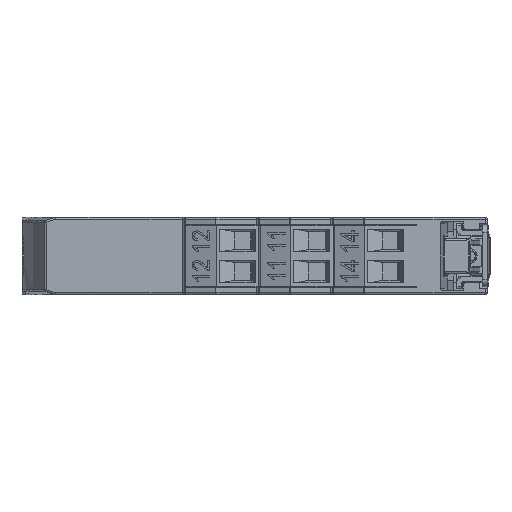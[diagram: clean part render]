
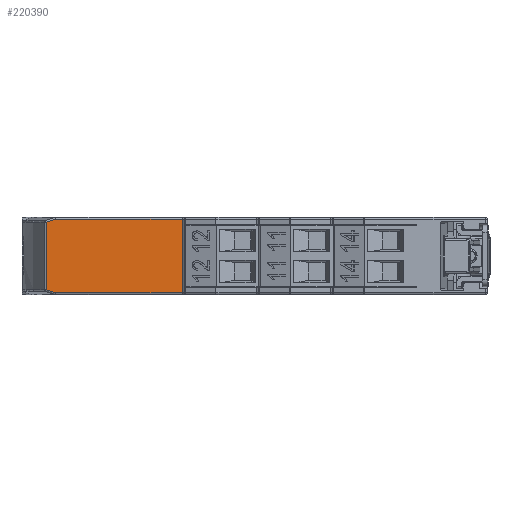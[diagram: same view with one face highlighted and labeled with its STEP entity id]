
A CAD part, left-side view. The second image highlights one B-rep face of the part: STEP entity #220390.
In plain terms, the highlighted planar face has unit normal (-1, 0, 0).
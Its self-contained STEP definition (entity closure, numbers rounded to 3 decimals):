
#21950=CARTESIAN_POINT('',(-32.4,-15.7,-5.95));
#21960=VERTEX_POINT('',#21950);
#21990=CARTESIAN_POINT('',(-32.4,-15.7,5.95));
#22000=DIRECTION('',(0.,0.,-1.));
#22010=VECTOR('',#22000,1.);
#22020=LINE('',#21990,#22010);
#22030=CARTESIAN_POINT('',(-32.4,-15.7,5.95));
#22040=VERTEX_POINT('',#22030);
#22050=EDGE_CURVE('',#22040,#21960,#22020,.T.);
#216650=CARTESIAN_POINT('',(-32.4,4.824,-5.95));
#216660=VERTEX_POINT('',#216650);
#216690=CARTESIAN_POINT('',(-32.4,-15.7,-5.95));
#216700=DIRECTION('',(0.,1.,0.));
#216710=VECTOR('',#216700,1.);
#216720=LINE('',#216690,#216710);
#216730=EDGE_CURVE('',#21960,#216660,#216720,.T.);
#217160=CARTESIAN_POINT('',(-32.4,6.304,-5.44));
#217170=VERTEX_POINT('',#217160);
#217200=CARTESIAN_POINT('',(-32.4,6.304,-5.44));
#217210=DIRECTION('',(0.,-0.945,
-0.326));
#217220=VECTOR('',#217210,1.);
#217230=LINE('',#217200,#217220);
#217240=EDGE_CURVE('',#217170,#216660,#217230,.T.);
#219210=CARTESIAN_POINT('',(-32.4,6.304,5.44));
#219220=VERTEX_POINT('',#219210);
#219690=CARTESIAN_POINT('',(-32.4,4.824,5.95));
#219700=VERTEX_POINT('',#219690);
#219730=CARTESIAN_POINT('',(-32.4,4.824,
5.95));
#219740=DIRECTION('',(0.,0.945,
-0.326));
#219750=VECTOR('',#219740,1.);
#219760=LINE('',#219730,#219750);
#219770=EDGE_CURVE('',#219700,#219220,#219760,.T.);
#220040=CARTESIAN_POINT('',(-32.4,4.824,5.95));
#220050=DIRECTION('',(0.,-1.,-0.));
#220060=VECTOR('',#220050,1.);
#220070=LINE('',#220040,#220060);
#220080=EDGE_CURVE('',#219700,#22040,#220070,.T.);
#220210=CARTESIAN_POINT('',(-32.4,6.519,6.25));
#220220=DIRECTION('',(1.,-0.,0.));
#220230=DIRECTION('',(0.,0.,-1.));
#220240=AXIS2_PLACEMENT_3D('',#220210,#220220,#220230);
#220250=PLANE('',#220240);
#220260=ORIENTED_EDGE('',*,*,#216730,.F.);
#220270=ORIENTED_EDGE('',*,*,#217240,.T.);
#220280=CARTESIAN_POINT('',(-32.4,6.304,-5.44));
#220290=DIRECTION('',(0.,0.,1.));
#220300=VECTOR('',#220290,1.);
#220310=LINE('',#220280,#220300);
#220320=EDGE_CURVE('',#217170,#219220,#220310,.T.);
#220330=ORIENTED_EDGE('',*,*,#220320,.F.);
#220340=ORIENTED_EDGE('',*,*,#219770,.T.);
#220350=ORIENTED_EDGE('',*,*,#220080,.F.);
#220360=ORIENTED_EDGE('',*,*,#22050,.F.);
#220370=EDGE_LOOP('',(#220360,#220350,#220340,#220330,#220270,#220260));
#220380=FACE_OUTER_BOUND('',#220370,.T.);
#220390=ADVANCED_FACE('',(#220380),#220250,.F.);
